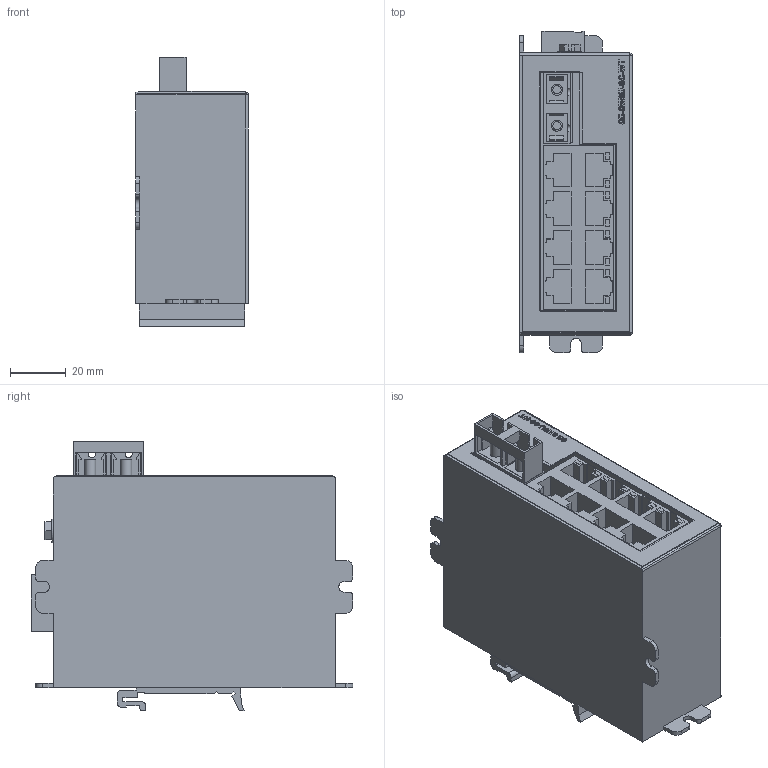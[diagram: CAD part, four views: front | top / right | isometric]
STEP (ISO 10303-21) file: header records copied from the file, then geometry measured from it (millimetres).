
FILE_DESCRIPTION (( 'STEP AP214' ), '1' );
FILE_NAME ('SE-SW9U-SC-WT.STEP', '2012-03-06T18:14:00', ( ' ' ), ( ' ' ), 'SwSTEP 2.0', 'SolidWorks 2011', '' );
FILE_SCHEMA (( 'AUTOMOTIVE_DESIGN' ));
Length unit declared in the file: millimetre
Products named in the file (1): SE-SW9U-SC-WT
Bounding box: 40.6 x 115.89 x 97.2 mm (x, y, z)
Volume: 37446.8 mm3; surface area: 79562.8 mm2
Topology: 38 solids, 38 shells, 601 faces, 1519 edges, 1009 vertices
Faces by surface type: plane 478, bspline 72, cylinder 49, sphere 2
Full cylindrical faces by diameter (mm): 3 x2, 3.81 x8, 4 x2, 8.48 x1
Entity records: 26817 total; most frequent: CARTESIAN_POINT 7617, ORIENTED_EDGE 3006, DIRECTION 2517, EDGE_CURVE 1503, VECTOR 1261, LINE 1261, VERTEX_POINT 1008, EDGE_LOOP 645
